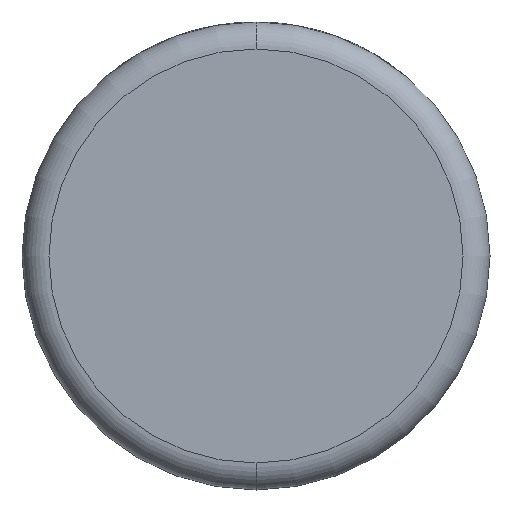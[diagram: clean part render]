
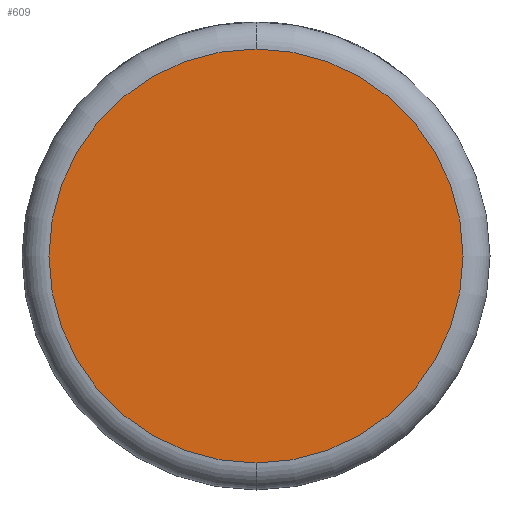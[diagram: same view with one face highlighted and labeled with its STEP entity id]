
A CAD part, front view. The second image highlights one B-rep face of the part: STEP entity #609.
In plain terms, the highlighted planar face has unit normal (0, -1, 0).
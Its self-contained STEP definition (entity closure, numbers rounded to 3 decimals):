
#59 = EDGE_CURVE ( 'NONE', #2876, #3723, #2027, .T. ) ;
#153 = CARTESIAN_POINT ( 'NONE',  ( 0., 0., 0. ) ) ;
#356 = CIRCLE ( 'NONE', #364, 13.493 ) ;
#364 = AXIS2_PLACEMENT_3D ( 'NONE', #2694, #2362, #499 ) ;
#499 = DIRECTION ( 'NONE',  ( 0., 0., 1. ) ) ;
#552 = DIRECTION ( 'NONE',  ( 0., 1., 0. ) ) ;
#609 = ADVANCED_FACE ( 'NONE', ( #2421 ), #3915, .F. ) ;
#908 = DIRECTION ( 'NONE',  ( 0., 0., 1. ) ) ;
#1475 = ORIENTED_EDGE ( 'NONE', *, *, #59, .T. ) ;
#1532 = AXIS2_PLACEMENT_3D ( 'NONE', #153, #1622, #2782 ) ;
#1622 = DIRECTION ( 'NONE',  ( 0., -1., 0. ) ) ;
#1651 = CARTESIAN_POINT ( 'NONE',  ( 0., 0., 0. ) ) ;
#1669 = AXIS2_PLACEMENT_3D ( 'NONE', #1651, #552, #908 ) ;
#2027 = CIRCLE ( 'NONE', #1532, 13.493 ) ;
#2064 = EDGE_CURVE ( 'NONE', #3723, #2876, #356, .T. ) ;
#2169 = CARTESIAN_POINT ( 'NONE',  ( 0., 0., -13.493 ) ) ;
#2362 = DIRECTION ( 'NONE',  ( 0., -1., 0. ) ) ;
#2421 = FACE_OUTER_BOUND ( 'NONE', #2712, .T. ) ;
#2694 = CARTESIAN_POINT ( 'NONE',  ( 0., 0., 0. ) ) ;
#2712 = EDGE_LOOP ( 'NONE', ( #2997, #1475 ) ) ;
#2782 = DIRECTION ( 'NONE',  ( 0., 0., 1. ) ) ;
#2876 = VERTEX_POINT ( 'NONE', #2169 ) ;
#2997 = ORIENTED_EDGE ( 'NONE', *, *, #2064, .T. ) ;
#3445 = CARTESIAN_POINT ( 'NONE',  ( 0., 0., 13.493 ) ) ;
#3723 = VERTEX_POINT ( 'NONE', #3445 ) ;
#3915 = PLANE ( 'NONE',  #1669 ) ;
